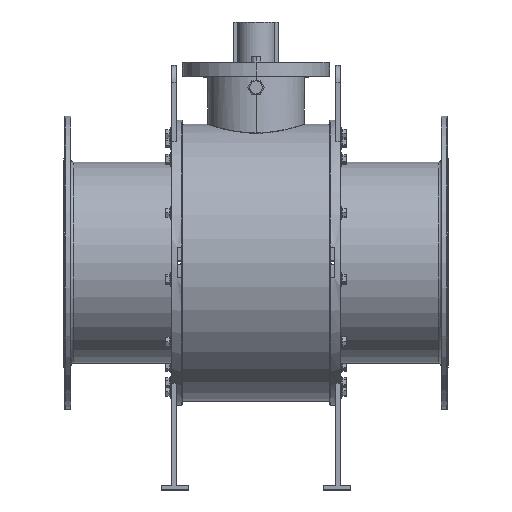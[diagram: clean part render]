
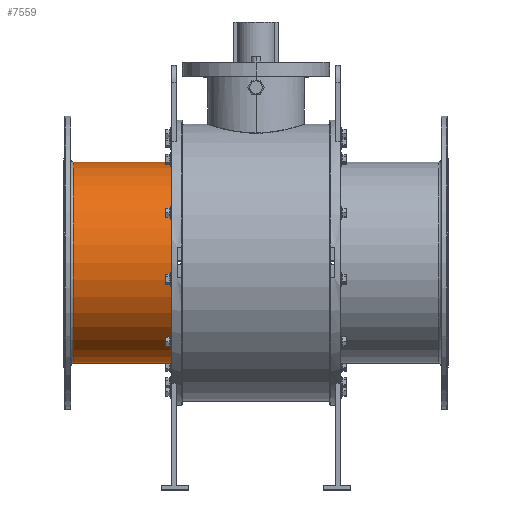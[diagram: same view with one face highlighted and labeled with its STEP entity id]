
A CAD part, top view. The second image highlights one B-rep face of the part: STEP entity #7559.
In plain terms, the highlighted cylindrical face has radius 239 mm (diameter 478 mm), a partial arc.
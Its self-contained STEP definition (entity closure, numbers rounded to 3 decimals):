
#85 = ORIENTED_EDGE ( 'NONE', *, *, #323, .T. ) ;
#255 = DIRECTION ( 'NONE',  ( -1., 0., 0. ) ) ;
#323 = EDGE_CURVE ( 'NONE', #4321, #6696, #9650, .T. ) ;
#1418 = CARTESIAN_POINT ( 'NONE',  ( -200., -239., 0. ) ) ;
#1443 = DIRECTION ( 'NONE',  ( -1., 0., 0. ) ) ;
#1563 = CARTESIAN_POINT ( 'NONE',  ( -200., 239., 0. ) ) ;
#1856 = CARTESIAN_POINT ( 'NONE',  ( -435., -239., 0. ) ) ;
#2062 = VECTOR ( 'NONE', #4776, 1000. ) ;
#2135 = CARTESIAN_POINT ( 'NONE',  ( -435., 239., 0. ) ) ;
#2242 = CARTESIAN_POINT ( 'NONE',  ( -457., 0., 0. ) ) ;
#2553 = AXIS2_PLACEMENT_3D ( 'NONE', #11324, #8386, #6010 ) ;
#3637 = CARTESIAN_POINT ( 'NONE',  ( -457., -239., 0. ) ) ;
#3761 = AXIS2_PLACEMENT_3D ( 'NONE', #10128, #1443, #4694 ) ;
#4279 = DIRECTION ( 'NONE',  ( -1., 0., 0. ) ) ;
#4321 = VERTEX_POINT ( 'NONE', #1563 ) ;
#4457 = EDGE_CURVE ( 'NONE', #6696, #13651, #12944, .T. ) ;
#4491 = FACE_OUTER_BOUND ( 'NONE', #13396, .T. ) ;
#4694 = DIRECTION ( 'NONE',  ( 0., 0., 1. ) ) ;
#4776 = DIRECTION ( 'NONE',  ( -1., 0., 0. ) ) ;
#5627 = CARTESIAN_POINT ( 'NONE',  ( -457., 239., 0. ) ) ;
#5628 = CYLINDRICAL_SURFACE ( 'NONE', #9048, 239. ) ;
#6010 = DIRECTION ( 'NONE',  ( 0., -1., 0. ) ) ;
#6445 = EDGE_CURVE ( 'NONE', #13903, #4321, #8049, .T. ) ;
#6696 = VERTEX_POINT ( 'NONE', #2135 ) ;
#7559 = ADVANCED_FACE ( 'NONE', ( #4491 ), #5628, .T. ) ;
#7947 = LINE ( 'NONE', #3637, #2062 ) ;
#8049 = CIRCLE ( 'NONE', #3761, 239. ) ;
#8293 = ORIENTED_EDGE ( 'NONE', *, *, #6445, .T. ) ;
#8386 = DIRECTION ( 'NONE',  ( 1., 0., 0. ) ) ;
#8590 = EDGE_CURVE ( 'NONE', #13903, #13651, #7947, .T. ) ;
#8683 = VECTOR ( 'NONE', #4279, 1000. ) ;
#9048 = AXIS2_PLACEMENT_3D ( 'NONE', #2242, #255, #9710 ) ;
#9650 = LINE ( 'NONE', #5627, #8683 ) ;
#9710 = DIRECTION ( 'NONE',  ( 0., -1., 0. ) ) ;
#10128 = CARTESIAN_POINT ( 'NONE',  ( -200., 0., 0. ) ) ;
#11324 = CARTESIAN_POINT ( 'NONE',  ( -435., 0., 0. ) ) ;
#12346 = ORIENTED_EDGE ( 'NONE', *, *, #4457, .T. ) ;
#12944 = CIRCLE ( 'NONE', #2553, 239. ) ;
#13396 = EDGE_LOOP ( 'NONE', ( #8293, #85, #12346, #13492 ) ) ;
#13492 = ORIENTED_EDGE ( 'NONE', *, *, #8590, .F. ) ;
#13651 = VERTEX_POINT ( 'NONE', #1856 ) ;
#13903 = VERTEX_POINT ( 'NONE', #1418 ) ;
